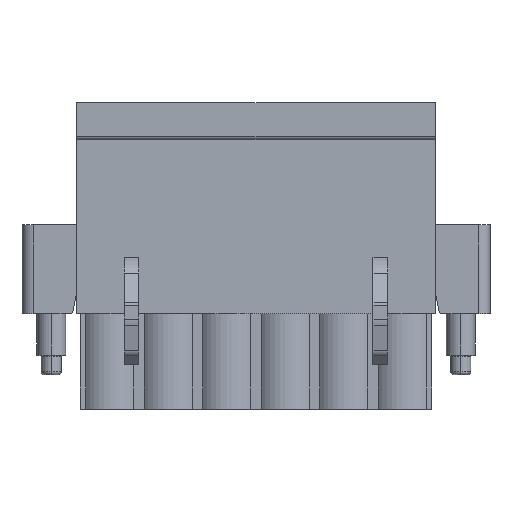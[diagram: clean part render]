
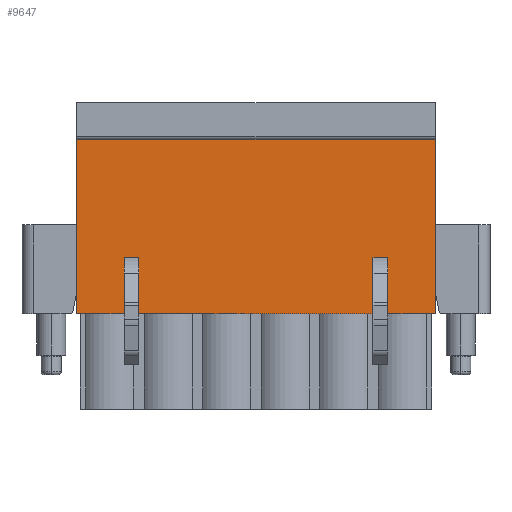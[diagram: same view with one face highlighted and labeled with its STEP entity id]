
A CAD part, top view. The second image highlights one B-rep face of the part: STEP entity #9647.
In plain terms, the highlighted planar face has unit normal (0, 0, 1).
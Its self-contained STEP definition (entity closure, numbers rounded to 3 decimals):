
#18=DIRECTION('',(0.,-1.,0.));
#19=VECTOR('',#18,15.1);
#20=CARTESIAN_POINT('',(0.,9.44,6.96));
#21=LINE('',#20,#19);
#426=DIRECTION('',(-1.,0.,0.));
#427=VECTOR('',#426,4.09);
#428=CARTESIAN_POINT('',(-27.01,-5.66,6.96));
#429=LINE('',#428,#427);
#434=DIRECTION('',(-1.,0.,0.));
#435=VECTOR('',#434,20.32);
#436=CARTESIAN_POINT('',(-5.39,-5.66,6.96));
#437=LINE('',#436,#435);
#442=DIRECTION('',(-1.,0.,0.));
#443=VECTOR('',#442,4.09);
#444=CARTESIAN_POINT('',(0.,-5.66,6.96));
#445=LINE('',#444,#443);
#1581=DIRECTION('',(0.,-1.,0.));
#1582=VECTOR('',#1581,15.1);
#1583=CARTESIAN_POINT('',(-31.1,9.44,6.96));
#1584=LINE('',#1583,#1582);
#2769=DIRECTION('',(0.,1.,0.));
#2770=VECTOR('',#2769,4.844);
#2771=CARTESIAN_POINT('',(-27.01,-5.66,6.96));
#2772=LINE('',#2771,#2770);
#2773=DIRECTION('',(-1.,0.,0.));
#2774=VECTOR('',#2773,31.1);
#2775=CARTESIAN_POINT('',(0.,9.44,6.96));
#2776=LINE('',#2775,#2774);
#2777=DIRECTION('',(0.,1.,0.));
#2778=VECTOR('',#2777,4.844);
#2779=CARTESIAN_POINT('',(-4.09,-5.66,6.96));
#2780=LINE('',#2779,#2778);
#2781=DIRECTION('',(1.,0.,0.));
#2782=VECTOR('',#2781,1.3);
#2783=CARTESIAN_POINT('',(-5.39,-0.816,6.96));
#2784=LINE('',#2783,#2782);
#2785=DIRECTION('',(0.,1.,0.));
#2786=VECTOR('',#2785,4.844);
#2787=CARTESIAN_POINT('',(-5.39,-5.66,6.96));
#2788=LINE('',#2787,#2786);
#2789=DIRECTION('',(0.,1.,0.));
#2790=VECTOR('',#2789,4.844);
#2791=CARTESIAN_POINT('',(-25.71,-5.66,6.96));
#2792=LINE('',#2791,#2790);
#2793=DIRECTION('',(1.,0.,0.));
#2794=VECTOR('',#2793,1.3);
#2795=CARTESIAN_POINT('',(-27.01,-0.816,6.96));
#2796=LINE('',#2795,#2794);
#4671=CARTESIAN_POINT('',(0.,9.44,6.96));
#4672=CARTESIAN_POINT('',(0.,-5.66,6.96));
#4673=VERTEX_POINT('',#4671);
#4674=VERTEX_POINT('',#4672);
#4709=CARTESIAN_POINT('',(-31.1,9.44,6.96));
#4710=CARTESIAN_POINT('',(-31.1,-5.66,6.96));
#4711=VERTEX_POINT('',#4709);
#4712=VERTEX_POINT('',#4710);
#6043=CARTESIAN_POINT('',(-4.09,-5.66,6.96));
#6044=CARTESIAN_POINT('',(-4.09,-0.816,6.96));
#6045=VERTEX_POINT('',#6043);
#6046=VERTEX_POINT('',#6044);
#6047=CARTESIAN_POINT('',(-5.39,-5.66,6.96));
#6048=CARTESIAN_POINT('',(-5.39,-0.816,6.96));
#6049=VERTEX_POINT('',#6047);
#6050=VERTEX_POINT('',#6048);
#6111=CARTESIAN_POINT('',(-27.01,-5.66,6.96));
#6112=VERTEX_POINT('',#6111);
#6113=CARTESIAN_POINT('',(-27.01,-0.816,6.96));
#6114=VERTEX_POINT('',#6113);
#6115=CARTESIAN_POINT('',(-25.71,-5.66,6.96));
#6116=VERTEX_POINT('',#6115);
#6117=CARTESIAN_POINT('',(-25.71,-0.816,6.96));
#6118=VERTEX_POINT('',#6117);
#9622=CARTESIAN_POINT('',(0.,9.44,6.96));
#9623=DIRECTION('',(0.,0.,1.));
#9624=DIRECTION('',(0.,-1.,0.));
#9625=AXIS2_PLACEMENT_3D('',#9622,#9623,#9624);
#9626=PLANE('',#9625);
#9628=ORIENTED_EDGE('',*,*,#9627,.F.);
#9629=ORIENTED_EDGE('',*,*,#6291,.T.);
#9630=ORIENTED_EDGE('',*,*,#8208,.F.);
#9631=ORIENTED_EDGE('',*,*,#9615,.F.);
#9632=ORIENTED_EDGE('',*,*,#6128,.T.);
#9633=ORIENTED_EDGE('',*,*,#6307,.T.);
#9635=ORIENTED_EDGE('',*,*,#9634,.T.);
#9637=ORIENTED_EDGE('',*,*,#9636,.F.);
#9639=ORIENTED_EDGE('',*,*,#9638,.F.);
#9640=ORIENTED_EDGE('',*,*,#6299,.T.);
#9642=ORIENTED_EDGE('',*,*,#9641,.T.);
#9644=ORIENTED_EDGE('',*,*,#9643,.F.);
#9645=EDGE_LOOP('',(#9628,#9629,#9630,#9631,#9632,#9633,#9635,#9637,#9639,#9640,
#9642,#9644));
#9646=FACE_OUTER_BOUND('',#9645,.F.);
#9647=ADVANCED_FACE('',(#9646),#9626,.T.);
#6128=EDGE_CURVE('',#4673,#4674,#21,.T.);
#6291=EDGE_CURVE('',#6112,#4712,#429,.T.);
#6299=EDGE_CURVE('',#6049,#6116,#437,.T.);
#6307=EDGE_CURVE('',#4674,#6045,#445,.T.);
#8208=EDGE_CURVE('',#4711,#4712,#1584,.T.);
#9615=EDGE_CURVE('',#4673,#4711,#2776,.T.);
#9627=EDGE_CURVE('',#6112,#6114,#2772,.T.);
#9634=EDGE_CURVE('',#6045,#6046,#2780,.T.);
#9636=EDGE_CURVE('',#6050,#6046,#2784,.T.);
#9638=EDGE_CURVE('',#6049,#6050,#2788,.T.);
#9641=EDGE_CURVE('',#6116,#6118,#2792,.T.);
#9643=EDGE_CURVE('',#6114,#6118,#2796,.T.);
